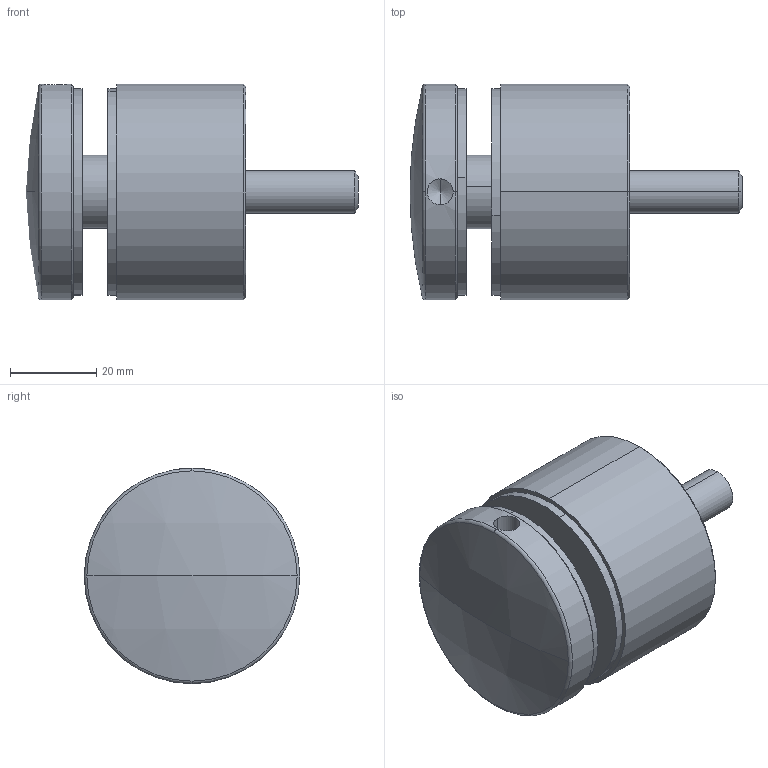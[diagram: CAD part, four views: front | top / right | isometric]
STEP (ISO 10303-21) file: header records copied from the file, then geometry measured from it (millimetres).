
FILE_DESCRIPTION (( 'STEP AP203' ), '1' );
FILE_NAME ('0100000000017816_48_A-0747-300.STEP', '2022-09-30T09:22:33', ( '' ), ( '' ), 'SwSTEP 2.0', 'SolidWorks 2019', '' );
FILE_SCHEMA (( 'CONFIG_CONTROL_DESIGN' ));
Length unit declared in the file: millimetre
Products named in the file (6): 0100000000017816_53_A-0747-300.P1; 0100000000017816_48_A-0747-300; DIN 913_SKRUTKA M10X50; 0100000000017816_54_A-0747-300.P2; 0100000000017816_56_A-0747-300.P4; 0100000000017816_55_A-0747-300.P3
Assembly tree (5 placements, depth 2):
  0100000000017816_48_A-0747-300
    0100000000017816_53_A-0747-300.P1
    0100000000017816_54_A-0747-300.P2
    0100000000017816_55_A-0747-300.P3
    0100000000017816_56_A-0747-300.P4
    DIN 913_SKRUTKA M10X50
Bounding box: 77 x 50 x 50 mm (x, y, z)
Volume: 45037.9 mm3; surface area: 28815.1 mm2
Topology: 5 solids, 5 shells, 73 faces, 155 edges, 93 vertices
Faces by surface type: cylinder 26, cone 22, plane 19, torus 4, sphere 2
Entity records: 2645 total; most frequent: CARTESIAN_POINT 393, DIRECTION 389, ORIENTED_EDGE 302, AXIS2_PLACEMENT_3D 161, EDGE_CURVE 151, VERTEX_POINT 93, EDGE_LOOP 84, CIRCLE 80
